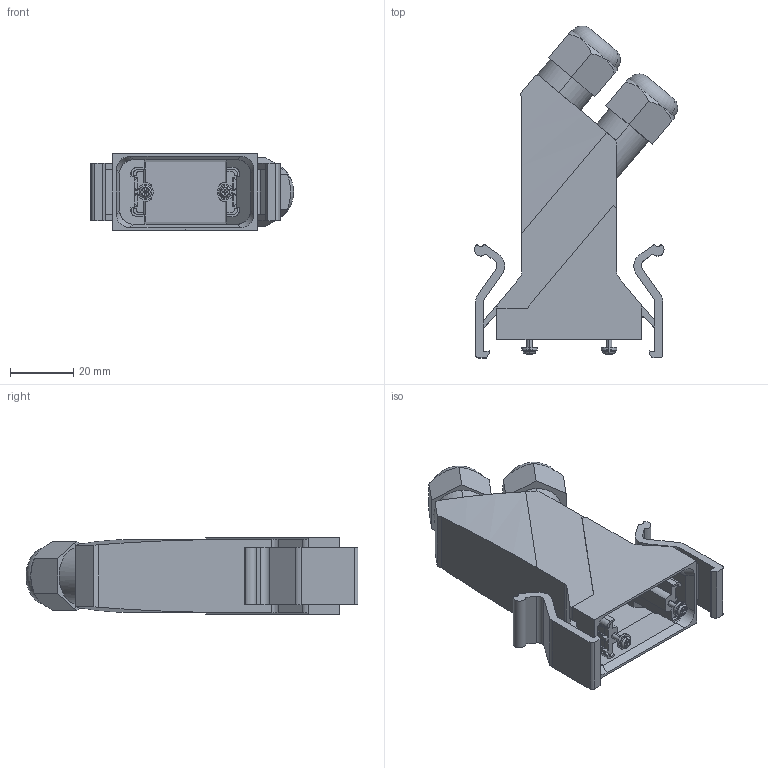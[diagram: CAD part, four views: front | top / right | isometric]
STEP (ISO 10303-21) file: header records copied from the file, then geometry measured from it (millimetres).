
FILE_DESCRIPTION(('Creo Elements/Direct Modeling STEP Export'),'2;1');
FILE_NAME('model.stp','2020-10-26T 9:57:09',(''),(''),'Creo Elements/Direct Modeling STEP processor for AP214 (Solid Model)','Creo Elements/Direct Modeling 20.1A 29-Sep-2018 (C) Parametric Technology GmbH','');
FILE_SCHEMA(('AUTOMOTIVE_DESIGN { 1 0 10303 214 1 1 1 1 }'));
Length unit declared in the file: millimetre
Products named in the file (2): VS-09-T-2M16
Assembly tree (1 placements, depth 2):
  VS-09-T-2M16
    VS-09-T-2M16
Bounding box: 64.01 x 104.57 x 24 mm (x, y, z)
Volume: 41425.3 mm3; surface area: 25068.4 mm2
Topology: 1 solids, 1 shells, 321 faces, 896 edges, 595 vertices
Faces by surface type: plane 190, cylinder 105, torus 12, cone 8, extrusion 4, sphere 2
Entity records: 14254 total; most frequent: CARTESIAN_POINT 3571, ORIENTED_EDGE 1792, DIRECTION 1562, EDGE_CURVE 896, VERTEX_POINT 595, VECTOR 546, LINE 542, AXIS2_PLACEMENT_3D 508
